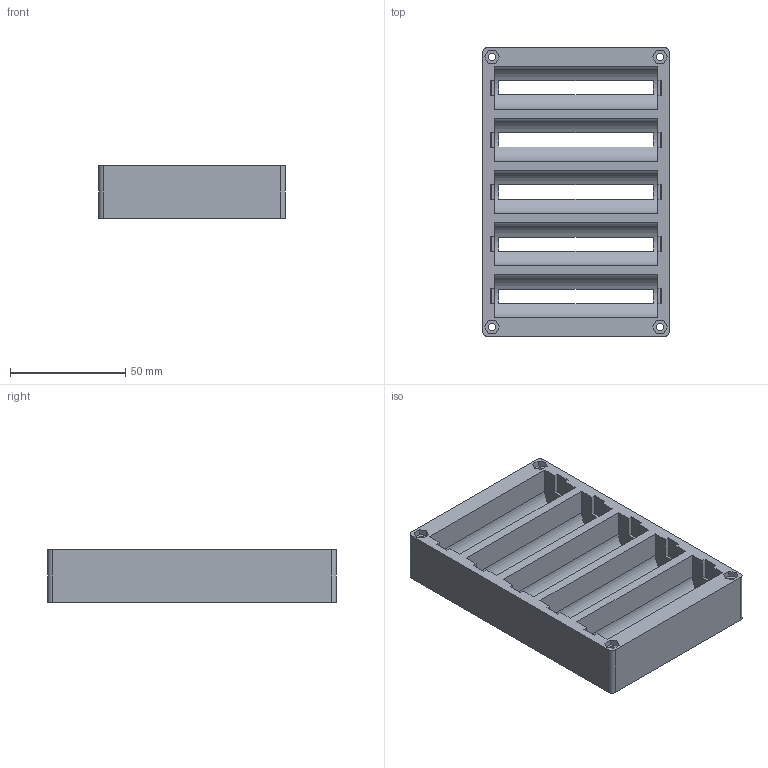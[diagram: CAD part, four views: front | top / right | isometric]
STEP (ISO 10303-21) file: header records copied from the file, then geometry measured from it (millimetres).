
FILE_DESCRIPTION(('FreeCAD Model'),'2;1');
FILE_NAME('Open CASCADE Shape Model','2025-02-19T10:10:02',('Author'),( ''),'Open CASCADE STEP processor 7.8','FreeCAD','Unknown');
FILE_SCHEMA(('AUTOMOTIVE_DESIGN { 1 0 10303 214 1 1 1 1 }'));
Length unit declared in the file: millimetre
Products named in the file (1): Pocket008
Bounding box: 80.8 x 125 x 22.6 mm (x, y, z)
Volume: 98421.7 mm3; surface area: 45476.9 mm2
Topology: 1 solids, 1 shells, 165 faces, 490 edges, 330 vertices
Faces by surface type: plane 152, cylinder 13
Full cylindrical faces by diameter (mm): 3.2 x4
Entity records: 5560 total; most frequent: CARTESIAN_POINT 986, ORIENTED_EDGE 980, DIRECTION 858, EDGE_CURVE 490, LINE 454, VECTOR 454, VERTEX_POINT 330, FACE_BOUND 206
